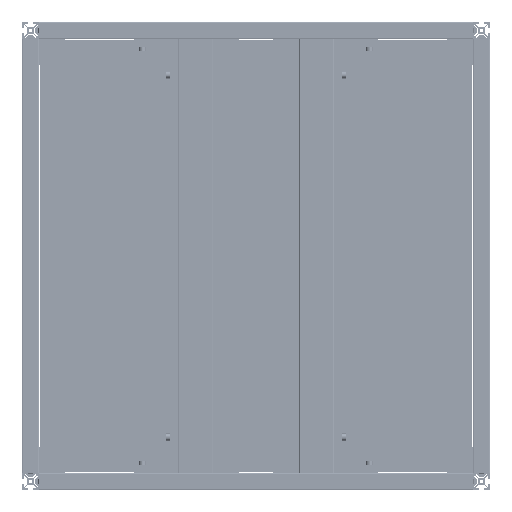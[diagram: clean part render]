
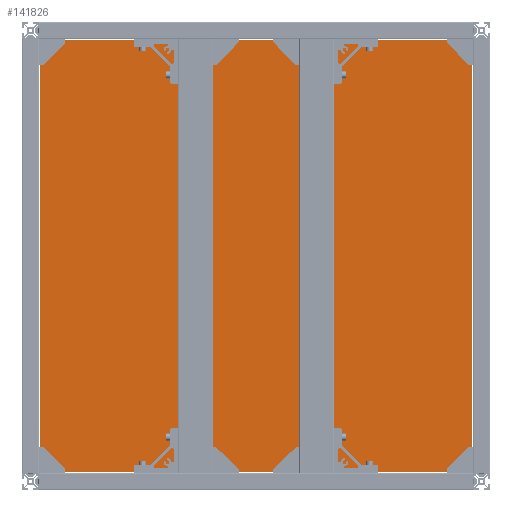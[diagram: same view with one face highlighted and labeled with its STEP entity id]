
A CAD part, front view. The second image highlights one B-rep face of the part: STEP entity #141826.
In plain terms, the highlighted planar face has unit normal (0, -1, 0).
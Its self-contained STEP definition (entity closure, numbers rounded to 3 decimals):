
#141356=CARTESIAN_POINT(' ',(-249.,0.,249.));
#141357=VERTEX_POINT(' ',#141356);
#141371=CARTESIAN_POINT(' ',(-249.,0.,249.));
#141376=DIRECTION(' ',(1.,0.,0.));
#141381=VECTOR(' ',#141376,1.);
#141386=LINE('',#141371,#141381);
#141391=CARTESIAN_POINT(' ',(249.,0.,249.));
#141392=VERTEX_POINT(' ',#141391);
#141396=EDGE_CURVE(' ',#141357,#141392,#141386,.T.);
#141486=CARTESIAN_POINT(' ',(249.,0.,249.));
#141491=DIRECTION(' ',(0.,0.,-1.));
#141496=VECTOR(' ',#141491,1.);
#141501=LINE('',#141486,#141496);
#141506=CARTESIAN_POINT(' ',(249.,0.,-249.));
#141507=VERTEX_POINT(' ',#141506);
#141511=EDGE_CURVE(' ',#141392,#141507,#141501,.T.);
#141601=CARTESIAN_POINT(' ',(249.,0.,-249.));
#141606=DIRECTION(' ',(-1.,0.,0.));
#141611=VECTOR(' ',#141606,1.);
#141616=LINE('',#141601,#141611);
#141621=CARTESIAN_POINT(' ',(-249.,0.,-249.));
#141622=VERTEX_POINT(' ',#141621);
#141626=EDGE_CURVE(' ',#141507,#141622,#141616,.T.);
#141716=CARTESIAN_POINT(' ',(-249.,0.,-249.));
#141721=DIRECTION(' ',(0.,0.,1.));
#141726=VECTOR(' ',#141721,1.);
#141731=LINE('',#141716,#141726);
#141736=EDGE_CURVE(' ',#141622,#141357,#141731,.T.);
#141771=DIRECTION(' ',(0.,-1.,0.));
#141776=CARTESIAN_POINT(' ',(-298.8,0.,298.8));
#141781=DIRECTION(' ',(0.,0.,-1.));
#141786=AXIS2_PLACEMENT_3D(' ',#141776,#141771,#141781);
#141791=PLANE('',#141786);
#141796=ORIENTED_EDGE(' ',*,*,#141626,.F.);
#141801=ORIENTED_EDGE(' ',*,*,#141511,.F.);
#141806=ORIENTED_EDGE(' ',*,*,#141396,.F.);
#141811=ORIENTED_EDGE(' ',*,*,#141736,.F.);
#141816=EDGE_LOOP(' ',(#141796,#141801,#141806,#141811));
#141821=FACE_OUTER_BOUND(' ',#141816,.T.);
#141826=ADVANCED_FACE('',(#141821),#141791,.T.);
